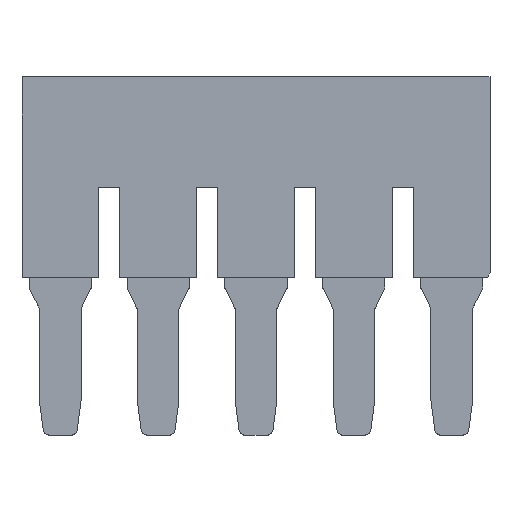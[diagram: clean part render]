
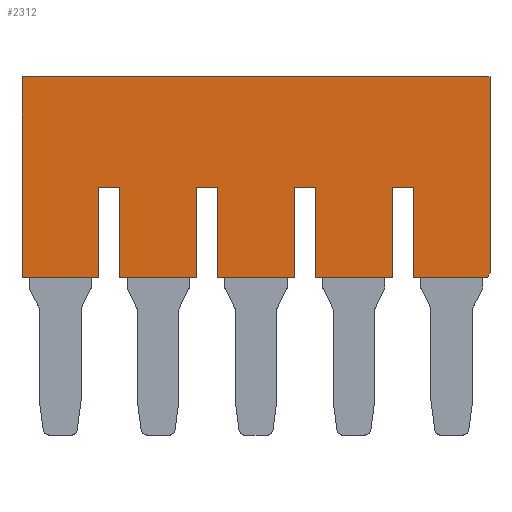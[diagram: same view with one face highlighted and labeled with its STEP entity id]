
A CAD part, top view. The second image highlights one B-rep face of the part: STEP entity #2312.
In plain terms, the highlighted planar face has unit normal (0, 0, 1).
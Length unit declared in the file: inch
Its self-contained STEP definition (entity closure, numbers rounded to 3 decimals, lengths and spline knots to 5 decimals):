
#257=DIRECTION('',(1.,0.,0.));
#258=VECTOR('',#257,1.80001);
#259=CARTESIAN_POINT('',(-16.56167,6.66048,1.6));
#260=LINE('',#259,#258);
#261=DIRECTION('',(0.,1.,0.));
#262=VECTOR('',#261,7.50003);
#263=CARTESIAN_POINT('',(-16.56167,-0.83955,1.6));
#264=LINE('',#263,#262);
#265=DIRECTION('',(1.,0.,0.));
#266=VECTOR('',#265,6.40003);
#267=CARTESIAN_POINT('',(-22.96169,-0.83955,1.6));
#268=LINE('',#267,#266);
#269=DIRECTION('',(0.,-1.,0.));
#270=VECTOR('',#269,16.80007);
#271=CARTESIAN_POINT('',(-22.96169,15.96052,1.6));
#272=LINE('',#271,#270);
#273=DIRECTION('',(-1.,0.,0.));
#274=VECTOR('',#273,14.60006);
#275=CARTESIAN_POINT('',(-8.36163,15.96052,1.6));
#276=LINE('',#275,#274);
#277=DIRECTION('',(-1.,0.,0.));
#278=VECTOR('',#277,24.6001);
#279=CARTESIAN_POINT('',(16.23846,15.96052,1.6));
#280=LINE('',#279,#278);
#281=DIRECTION('',(0.,1.,0.));
#282=VECTOR('',#281,16.40006);
#283=CARTESIAN_POINT('',(16.23846,-0.43954,1.6));
#284=LINE('',#283,#282);
#285=DIRECTION('',(0.447,0.894,0.));
#286=VECTOR('',#285,0.44722);
#287=CARTESIAN_POINT('',(16.03846,-0.83955,1.6));
#288=LINE('',#287,#286);
#289=DIRECTION('',(1.,0.,0.));
#290=VECTOR('',#289,6.20002);
#291=CARTESIAN_POINT('',(9.83844,-0.83955,1.6));
#292=LINE('',#291,#290);
#293=DIRECTION('',(0.,-1.,0.));
#294=VECTOR('',#293,7.50003);
#295=CARTESIAN_POINT('',(9.83844,6.66048,1.6));
#296=LINE('',#295,#294);
#297=DIRECTION('',(1.,0.,0.));
#298=VECTOR('',#297,1.80001);
#299=CARTESIAN_POINT('',(8.03843,6.66048,1.6));
#300=LINE('',#299,#298);
#301=DIRECTION('',(0.,1.,0.));
#302=VECTOR('',#301,7.50003);
#303=CARTESIAN_POINT('',(8.03843,-0.83955,1.6));
#304=LINE('',#303,#302);
#305=DIRECTION('',(1.,0.,0.));
#306=VECTOR('',#305,6.40003);
#307=CARTESIAN_POINT('',(1.63841,-0.83955,1.6));
#308=LINE('',#307,#306);
#309=DIRECTION('',(0.,-1.,0.));
#310=VECTOR('',#309,7.50003);
#311=CARTESIAN_POINT('',(1.63841,6.66048,1.6));
#312=LINE('',#311,#310);
#313=DIRECTION('',(1.,0.,0.));
#314=VECTOR('',#313,1.80001);
#315=CARTESIAN_POINT('',(-0.1616,6.66048,1.6));
#316=LINE('',#315,#314);
#317=DIRECTION('',(0.,1.,0.));
#318=VECTOR('',#317,7.50003);
#319=CARTESIAN_POINT('',(-0.1616,-0.83955,1.6));
#320=LINE('',#319,#318);
#321=DIRECTION('',(1.,0.,0.));
#322=VECTOR('',#321,6.40003);
#323=CARTESIAN_POINT('',(-6.56163,-0.83955,1.6));
#324=LINE('',#323,#322);
#325=DIRECTION('',(0.,-1.,0.));
#326=VECTOR('',#325,7.50003);
#327=CARTESIAN_POINT('',(-6.56163,6.66048,1.6));
#328=LINE('',#327,#326);
#329=DIRECTION('',(1.,0.,0.));
#330=VECTOR('',#329,1.80001);
#331=CARTESIAN_POINT('',(-8.36163,6.66048,1.6));
#332=LINE('',#331,#330);
#333=DIRECTION('',(0.,1.,0.));
#334=VECTOR('',#333,7.50003);
#335=CARTESIAN_POINT('',(-8.36163,-0.83955,1.6));
#336=LINE('',#335,#334);
#337=DIRECTION('',(1.,0.,0.));
#338=VECTOR('',#337,6.40003);
#339=CARTESIAN_POINT('',(-14.76166,-0.83955,1.6));
#340=LINE('',#339,#338);
#341=DIRECTION('',(0.,-1.,0.));
#342=VECTOR('',#341,7.50003);
#343=CARTESIAN_POINT('',(-14.76166,6.66048,1.6));
#344=LINE('',#343,#342);
#1469=CARTESIAN_POINT('',(-16.56167,6.66048,1.6));
#1470=CARTESIAN_POINT('',(-14.76166,6.66048,1.6));
#1471=VERTEX_POINT('',#1469);
#1472=VERTEX_POINT('',#1470);
#1473=CARTESIAN_POINT('',(-14.76166,-0.83955,1.6));
#1474=VERTEX_POINT('',#1473);
#1475=CARTESIAN_POINT('',(-8.36163,-0.83955,1.6));
#1476=VERTEX_POINT('',#1475);
#1477=CARTESIAN_POINT('',(-8.36163,6.66048,1.6));
#1478=VERTEX_POINT('',#1477);
#1479=CARTESIAN_POINT('',(-6.56163,6.66048,1.6));
#1480=VERTEX_POINT('',#1479);
#1481=CARTESIAN_POINT('',(-6.56163,-0.83955,1.6));
#1482=VERTEX_POINT('',#1481);
#1483=CARTESIAN_POINT('',(-0.1616,-0.83955,1.6));
#1484=VERTEX_POINT('',#1483);
#1485=CARTESIAN_POINT('',(-0.1616,6.66048,1.6));
#1486=VERTEX_POINT('',#1485);
#1487=CARTESIAN_POINT('',(1.63841,6.66048,1.6));
#1488=VERTEX_POINT('',#1487);
#1489=CARTESIAN_POINT('',(1.63841,-0.83955,1.6));
#1490=VERTEX_POINT('',#1489);
#1491=CARTESIAN_POINT('',(8.03843,-0.83955,1.6));
#1492=VERTEX_POINT('',#1491);
#1493=CARTESIAN_POINT('',(8.03843,6.66048,1.6));
#1494=VERTEX_POINT('',#1493);
#1495=CARTESIAN_POINT('',(9.83844,6.66048,1.6));
#1496=VERTEX_POINT('',#1495);
#1497=CARTESIAN_POINT('',(9.83844,-0.83955,1.6));
#1498=VERTEX_POINT('',#1497);
#1499=CARTESIAN_POINT('',(16.03846,-0.83955,1.6));
#1500=VERTEX_POINT('',#1499);
#1501=CARTESIAN_POINT('',(16.23846,-0.43954,1.6));
#1502=VERTEX_POINT('',#1501);
#1503=CARTESIAN_POINT('',(16.23846,15.96052,1.6));
#1504=VERTEX_POINT('',#1503);
#1505=CARTESIAN_POINT('',(-8.36163,15.96052,1.6));
#1506=VERTEX_POINT('',#1505);
#1507=CARTESIAN_POINT('',(-22.96169,15.96052,1.6));
#1508=VERTEX_POINT('',#1507);
#1509=CARTESIAN_POINT('',(-22.96169,-0.83955,1.6));
#1510=VERTEX_POINT('',#1509);
#1511=CARTESIAN_POINT('',(-16.56167,-0.83955,1.6));
#1512=VERTEX_POINT('',#1511);
#2283=CARTESIAN_POINT('',(0.,0.,1.6));
#2284=DIRECTION('',(0.,0.,1.));
#2285=DIRECTION('',(1.,0.,0.));
#2286=AXIS2_PLACEMENT_3D('',#2283,#2284,#2285);
#2287=PLANE('',#2286);
#2288=ORIENTED_EDGE('',*,*,#1933,.F.);
#2289=ORIENTED_EDGE('',*,*,#1948,.F.);
#2290=ORIENTED_EDGE('',*,*,#1962,.F.);
#2291=ORIENTED_EDGE('',*,*,#1986,.F.);
#2292=ORIENTED_EDGE('',*,*,#2000,.F.);
#2293=ORIENTED_EDGE('',*,*,#2014,.F.);
#2294=ORIENTED_EDGE('',*,*,#2028,.F.);
#2295=ORIENTED_EDGE('',*,*,#2042,.F.);
#2296=ORIENTED_EDGE('',*,*,#2056,.F.);
#2297=ORIENTED_EDGE('',*,*,#2080,.F.);
#2298=ORIENTED_EDGE('',*,*,#2094,.F.);
#2299=ORIENTED_EDGE('',*,*,#2108,.F.);
#2300=ORIENTED_EDGE('',*,*,#2122,.F.);
#2301=ORIENTED_EDGE('',*,*,#2146,.F.);
#2302=ORIENTED_EDGE('',*,*,#2160,.F.);
#2303=ORIENTED_EDGE('',*,*,#2174,.F.);
#2304=ORIENTED_EDGE('',*,*,#2188,.F.);
#2305=ORIENTED_EDGE('',*,*,#2212,.F.);
#2306=ORIENTED_EDGE('',*,*,#2226,.F.);
#2307=ORIENTED_EDGE('',*,*,#2240,.F.);
#2308=ORIENTED_EDGE('',*,*,#2254,.F.);
#2309=ORIENTED_EDGE('',*,*,#2277,.F.);
#2310=EDGE_LOOP('',(#2288,#2289,#2290,#2291,#2292,#2293,#2294,#2295,#2296,#2297,
#2298,#2299,#2300,#2301,#2302,#2303,#2304,#2305,#2306,#2307,#2308,#2309));
#2311=FACE_OUTER_BOUND('',#2310,.F.);
#1933=EDGE_CURVE('',#1471,#1472,#260,.T.);
#1948=EDGE_CURVE('',#1512,#1471,#264,.T.);
#1962=EDGE_CURVE('',#1510,#1512,#268,.T.);
#1986=EDGE_CURVE('',#1508,#1510,#272,.T.);
#2000=EDGE_CURVE('',#1506,#1508,#276,.T.);
#2014=EDGE_CURVE('',#1504,#1506,#280,.T.);
#2028=EDGE_CURVE('',#1502,#1504,#284,.T.);
#2042=EDGE_CURVE('',#1500,#1502,#288,.T.);
#2056=EDGE_CURVE('',#1498,#1500,#292,.T.);
#2080=EDGE_CURVE('',#1496,#1498,#296,.T.);
#2094=EDGE_CURVE('',#1494,#1496,#300,.T.);
#2108=EDGE_CURVE('',#1492,#1494,#304,.T.);
#2122=EDGE_CURVE('',#1490,#1492,#308,.T.);
#2146=EDGE_CURVE('',#1488,#1490,#312,.T.);
#2160=EDGE_CURVE('',#1486,#1488,#316,.T.);
#2174=EDGE_CURVE('',#1484,#1486,#320,.T.);
#2188=EDGE_CURVE('',#1482,#1484,#324,.T.);
#2212=EDGE_CURVE('',#1480,#1482,#328,.T.);
#2226=EDGE_CURVE('',#1478,#1480,#332,.T.);
#2240=EDGE_CURVE('',#1476,#1478,#336,.T.);
#2254=EDGE_CURVE('',#1474,#1476,#340,.T.);
#2277=EDGE_CURVE('',#1472,#1474,#344,.T.);
#2312=ADVANCED_FACE('',(#2311),#2287,.T.);
